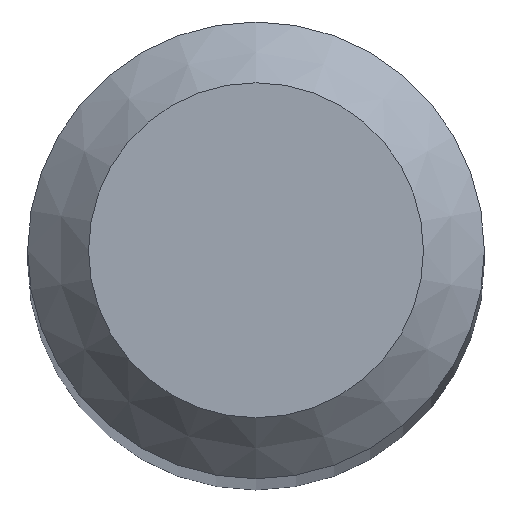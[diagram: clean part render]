
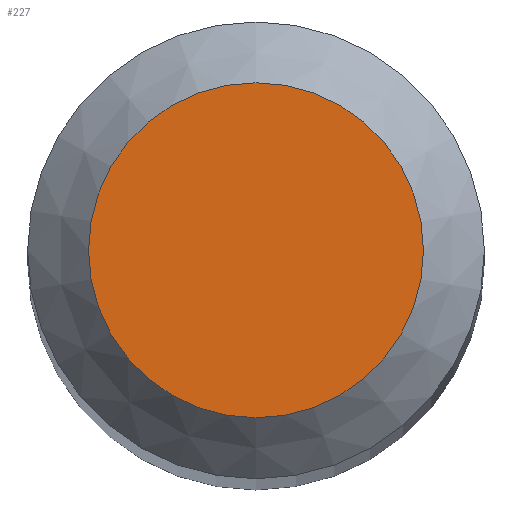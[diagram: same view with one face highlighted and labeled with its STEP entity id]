
A CAD part, top view. The second image highlights one B-rep face of the part: STEP entity #227.
In plain terms, the highlighted planar face has unit normal (0, 0, 1).
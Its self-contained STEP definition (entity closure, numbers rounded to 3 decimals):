
#23 = EDGE_CURVE ( 'NONE', #38, #38, #29, .T. ) ;
#29 = CIRCLE ( 'NONE', #235, 1.1 ) ;
#38 = VERTEX_POINT ( 'NONE', #217 ) ;
#39 = ORIENTED_EDGE ( 'NONE', *, *, #23, .F. ) ;
#40 = CARTESIAN_POINT ( 'NONE',  ( 0., 0., 62. ) ) ;
#60 = EDGE_LOOP ( 'NONE', ( #39 ) ) ;
#74 = DIRECTION ( 'NONE',  ( 0., 0., -1. ) ) ;
#80 = FACE_OUTER_BOUND ( 'NONE', #60, .T. ) ;
#118 = PLANE ( 'NONE',  #195 ) ;
#187 = DIRECTION ( 'NONE',  ( 0., 1., 0. ) ) ;
#195 = AXIS2_PLACEMENT_3D ( 'NONE', #40, #74, #253 ) ;
#217 = CARTESIAN_POINT ( 'NONE',  ( 0., 1.1, 62. ) ) ;
#227 = ADVANCED_FACE ( 'NONE', ( #80 ), #118, .F. ) ;
#232 = CARTESIAN_POINT ( 'NONE',  ( 0., 0., 62. ) ) ;
#235 = AXIS2_PLACEMENT_3D ( 'NONE', #232, #250, #187 ) ;
#250 = DIRECTION ( 'NONE',  ( 0., 0., -1. ) ) ;
#253 = DIRECTION ( 'NONE',  ( 0., 1., 0. ) ) ;
